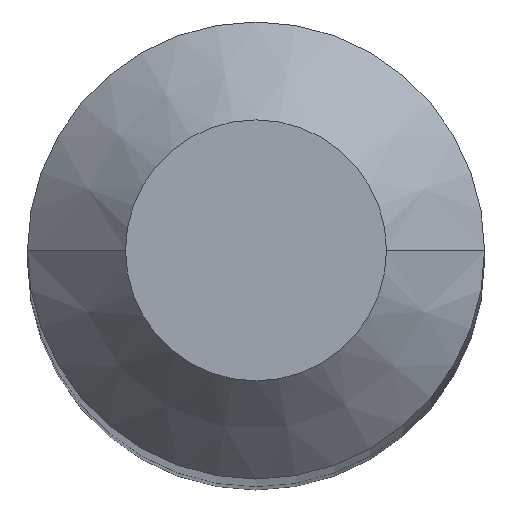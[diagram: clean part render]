
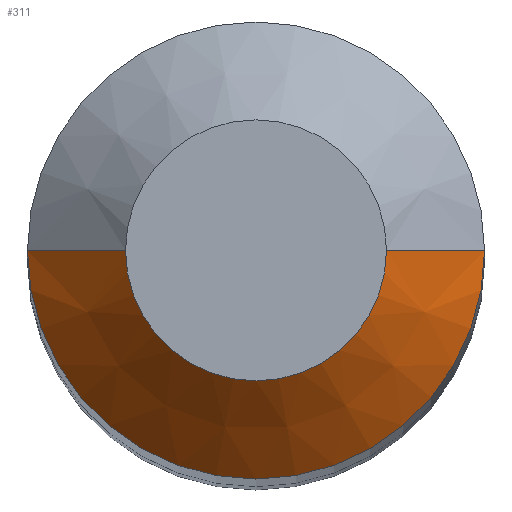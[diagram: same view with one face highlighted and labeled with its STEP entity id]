
A CAD part, top view. The second image highlights one B-rep face of the part: STEP entity #311.
In plain terms, the highlighted conical face has half-angle 45 degrees and reference radius 1.85 mm.
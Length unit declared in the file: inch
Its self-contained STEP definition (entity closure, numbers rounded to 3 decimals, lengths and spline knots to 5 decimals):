
#2 = CARTESIAN_POINT ( 'NONE',  ( -0.0416, 0., 0. ) ) ;
#4 = FACE_OUTER_BOUND ( 'NONE', #170, .T. ) ;
#23 = ORIENTED_EDGE ( 'NONE', *, *, #250, .F. ) ;
#29 = DIRECTION ( 'NONE',  ( 1., 0., 0. ) ) ;
#30 = CARTESIAN_POINT ( 'NONE',  ( 0., 0., 0. ) ) ;
#34 = DIRECTION ( 'NONE',  ( -0.707, 0., -0.707 ) ) ;
#47 = AXIS2_PLACEMENT_3D ( 'NONE', #328, #390, #89 ) ;
#56 = LINE ( 'NONE', #371, #183 ) ;
#68 = ORIENTED_EDGE ( 'NONE', *, *, #365, .F. ) ;
#89 = DIRECTION ( 'NONE',  ( -1., 0., 0. ) ) ;
#90 = VECTOR ( 'NONE', #34, 39.37008 ) ;
#99 = CONICAL_SURFACE ( 'NONE', #47, 0.07285, 0.785 ) ;
#105 = ORIENTED_EDGE ( 'NONE', *, *, #254, .T. ) ;
#124 = CIRCLE ( 'NONE', #252, 0.07285 ) ;
#170 = EDGE_LOOP ( 'NONE', ( #68, #23, #105, #335 ) ) ;
#176 = DIRECTION ( 'NONE',  ( 1., 0., 0. ) ) ;
#180 = DIRECTION ( 'NONE',  ( 0., 0., 1. ) ) ;
#183 = VECTOR ( 'NONE', #271, 39.37008 ) ;
#208 = EDGE_CURVE ( 'NONE', #251, #227, #124, .T. ) ;
#209 = CARTESIAN_POINT ( 'NONE',  ( 0.0416, 0., 0. ) ) ;
#211 = CARTESIAN_POINT ( 'NONE',  ( 0.07285, 0., -0.03125 ) ) ;
#227 = VERTEX_POINT ( 'NONE', #211 ) ;
#244 = CARTESIAN_POINT ( 'NONE',  ( -0.07285, 0., -0.03125 ) ) ;
#250 = EDGE_CURVE ( 'NONE', #255, #290, #381, .T. ) ;
#251 = VERTEX_POINT ( 'NONE', #267 ) ;
#252 = AXIS2_PLACEMENT_3D ( 'NONE', #289, #297, #29 ) ;
#254 = EDGE_CURVE ( 'NONE', #255, #251, #360, .T. ) ;
#255 = VERTEX_POINT ( 'NONE', #2 ) ;
#267 = CARTESIAN_POINT ( 'NONE',  ( -0.07285, 0., -0.03125 ) ) ;
#269 = AXIS2_PLACEMENT_3D ( 'NONE', #30, #180, #176 ) ;
#271 = DIRECTION ( 'NONE',  ( 0.707, 0., -0.707 ) ) ;
#289 = CARTESIAN_POINT ( 'NONE',  ( 0., 0., -0.03125 ) ) ;
#290 = VERTEX_POINT ( 'NONE', #209 ) ;
#297 = DIRECTION ( 'NONE',  ( 0., 0., 1. ) ) ;
#311 = ADVANCED_FACE ( 'NONE', ( #4 ), #99, .T. ) ;
#328 = CARTESIAN_POINT ( 'NONE',  ( 0., 0., -0.03125 ) ) ;
#335 = ORIENTED_EDGE ( 'NONE', *, *, #208, .T. ) ;
#360 = LINE ( 'NONE', #244, #90 ) ;
#365 = EDGE_CURVE ( 'NONE', #290, #227, #56, .T. ) ;
#371 = CARTESIAN_POINT ( 'NONE',  ( 0.07285, 0., -0.03125 ) ) ;
#381 = CIRCLE ( 'NONE', #269, 0.0416 ) ;
#390 = DIRECTION ( 'NONE',  ( 0., 0., -1. ) ) ;
